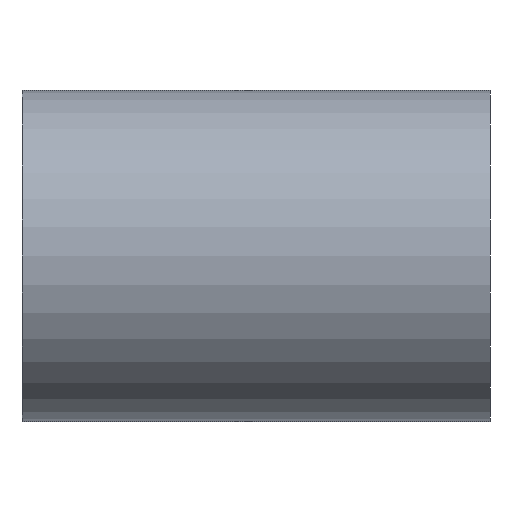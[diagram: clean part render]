
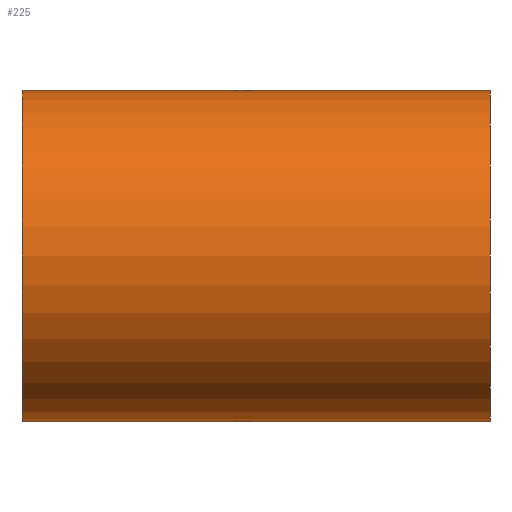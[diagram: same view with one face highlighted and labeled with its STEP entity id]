
A CAD part, left-side view. The second image highlights one B-rep face of the part: STEP entity #225.
In plain terms, the highlighted cylindrical face has radius 4.6 mm (diameter 9.2 mm), a partial arc.
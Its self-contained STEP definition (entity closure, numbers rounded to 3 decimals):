
#19 = FACE_OUTER_BOUND ( 'NONE', #178, .T. ) ;
#23 = CARTESIAN_POINT ( 'NONE',  ( 0., 0., 0. ) ) ;
#24 = DIRECTION ( 'NONE',  ( 0., 1., 0. ) ) ;
#33 = DIRECTION ( 'NONE',  ( 0., 1., 0. ) ) ;
#38 = DIRECTION ( 'NONE',  ( 0., 0., -1. ) ) ;
#48 = VERTEX_POINT ( 'NONE', #167 ) ;
#53 = CARTESIAN_POINT ( 'NONE',  ( 0., 13., -4.6 ) ) ;
#56 = CARTESIAN_POINT ( 'NONE',  ( 0., 0., 4.6 ) ) ;
#61 = VECTOR ( 'NONE', #111, 1000. ) ;
#68 = CARTESIAN_POINT ( 'NONE',  ( 0., 13., 0. ) ) ;
#72 = CYLINDRICAL_SURFACE ( 'NONE', #107, 4.6 ) ;
#74 = VECTOR ( 'NONE', #185, 1000. ) ;
#79 = AXIS2_PLACEMENT_3D ( 'NONE', #23, #24, #86 ) ;
#86 = DIRECTION ( 'NONE',  ( 0., 0., 1. ) ) ;
#100 = ORIENTED_EDGE ( 'NONE', *, *, #102, .T. ) ;
#102 = EDGE_CURVE ( 'NONE', #158, #159, #157, .T. ) ;
#107 = AXIS2_PLACEMENT_3D ( 'NONE', #135, #204, #38 ) ;
#111 = DIRECTION ( 'NONE',  ( 0., -1., 0. ) ) ;
#121 = ORIENTED_EDGE ( 'NONE', *, *, #144, .T. ) ;
#122 = EDGE_CURVE ( 'NONE', #238, #48, #219, .T. ) ;
#133 = CARTESIAN_POINT ( 'NONE',  ( 0., 0., -4.6 ) ) ;
#135 = CARTESIAN_POINT ( 'NONE',  ( 0., 13., 0. ) ) ;
#139 = CARTESIAN_POINT ( 'NONE',  ( 0., 13., -4.6 ) ) ;
#144 = EDGE_CURVE ( 'NONE', #238, #158, #173, .T. ) ;
#149 = AXIS2_PLACEMENT_3D ( 'NONE', #68, #33, #192 ) ;
#156 = ORIENTED_EDGE ( 'NONE', *, *, #122, .F. ) ;
#157 = CIRCLE ( 'NONE', #79, 4.6 ) ;
#158 = VERTEX_POINT ( 'NONE', #133 ) ;
#159 = VERTEX_POINT ( 'NONE', #56 ) ;
#165 = CARTESIAN_POINT ( 'NONE',  ( 0., 13., 4.6 ) ) ;
#167 = CARTESIAN_POINT ( 'NONE',  ( 0., 13., 4.6 ) ) ;
#170 = EDGE_CURVE ( 'NONE', #48, #159, #205, .T. ) ;
#173 = LINE ( 'NONE', #53, #74 ) ;
#178 = EDGE_LOOP ( 'NONE', ( #211, #156, #121, #100 ) ) ;
#185 = DIRECTION ( 'NONE',  ( 0., -1., 0. ) ) ;
#192 = DIRECTION ( 'NONE',  ( 0., 0., 1. ) ) ;
#204 = DIRECTION ( 'NONE',  ( 0., -1., 0. ) ) ;
#205 = LINE ( 'NONE', #165, #61 ) ;
#211 = ORIENTED_EDGE ( 'NONE', *, *, #170, .F. ) ;
#219 = CIRCLE ( 'NONE', #149, 4.6 ) ;
#225 = ADVANCED_FACE ( 'NONE', ( #19 ), #72, .T. ) ;
#238 = VERTEX_POINT ( 'NONE', #139 ) ;
